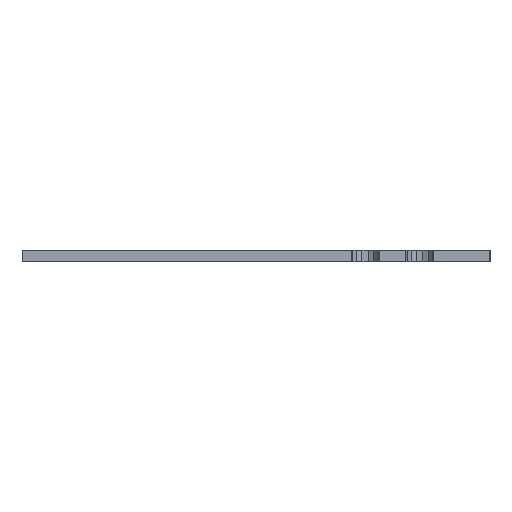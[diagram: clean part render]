
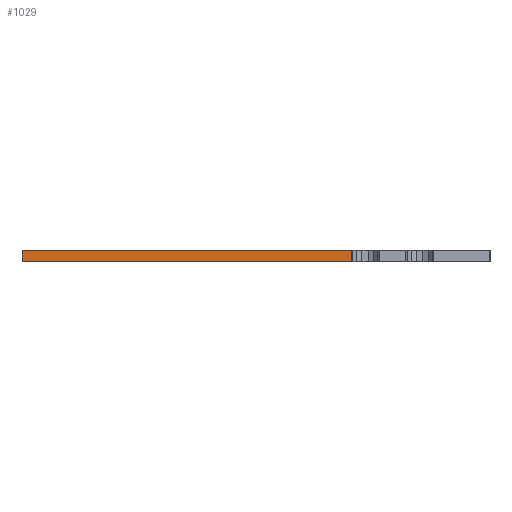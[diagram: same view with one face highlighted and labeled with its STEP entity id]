
A CAD part, left-side view. The second image highlights one B-rep face of the part: STEP entity #1029.
In plain terms, the highlighted planar face has unit normal (-1, 0, 0).
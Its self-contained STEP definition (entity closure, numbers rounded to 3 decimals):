
#1004 = VERTEX_POINT('',#1005);
#1005 = CARTESIAN_POINT('',(-66.675,66.675,-1.6));
#1011 = EDGE_CURVE('',#1012,#1004,#1014,.T.);
#1012 = VERTEX_POINT('',#1013);
#1013 = CARTESIAN_POINT('',(-66.675,66.675,0.));
#1014 = LINE('',#1015,#1016);
#1015 = CARTESIAN_POINT('',(-66.675,66.675,0.));
#1016 = VECTOR('',#1017,1.);
#1017 = DIRECTION('',(0.,0.,-1.));
#1029 = ADVANCED_FACE('',(#1030),#1055,.T.);
#1030 = FACE_BOUND('',#1031,.T.);
#1031 = EDGE_LOOP('',(#1032,#1033,#1041,#1049));
#1032 = ORIENTED_EDGE('',*,*,#1011,.T.);
#1033 = ORIENTED_EDGE('',*,*,#1034,.T.);
#1034 = EDGE_CURVE('',#1004,#1035,#1037,.T.);
#1035 = VERTEX_POINT('',#1036);
#1036 = CARTESIAN_POINT('',(-66.675,19.8,-1.6));
#1037 = LINE('',#1038,#1039);
#1038 = CARTESIAN_POINT('',(-66.675,66.675,-1.6));
#1039 = VECTOR('',#1040,1.);
#1040 = DIRECTION('',(0.,-1.,0.));
#1041 = ORIENTED_EDGE('',*,*,#1042,.F.);
#1042 = EDGE_CURVE('',#1043,#1035,#1045,.T.);
#1043 = VERTEX_POINT('',#1044);
#1044 = CARTESIAN_POINT('',(-66.675,19.8,0.));
#1045 = LINE('',#1046,#1047);
#1046 = CARTESIAN_POINT('',(-66.675,19.8,0.));
#1047 = VECTOR('',#1048,1.);
#1048 = DIRECTION('',(0.,0.,-1.));
#1049 = ORIENTED_EDGE('',*,*,#1050,.F.);
#1050 = EDGE_CURVE('',#1012,#1043,#1051,.T.);
#1051 = LINE('',#1052,#1053);
#1052 = CARTESIAN_POINT('',(-66.675,66.675,0.));
#1053 = VECTOR('',#1054,1.);
#1054 = DIRECTION('',(0.,-1.,0.));
#1055 = PLANE('',#1056);
#1056 = AXIS2_PLACEMENT_3D('',#1057,#1058,#1059);
#1057 = CARTESIAN_POINT('',(-66.675,66.675,0.));
#1058 = DIRECTION('',(-1.,0.,0.));
#1059 = DIRECTION('',(0.,-1.,0.));
